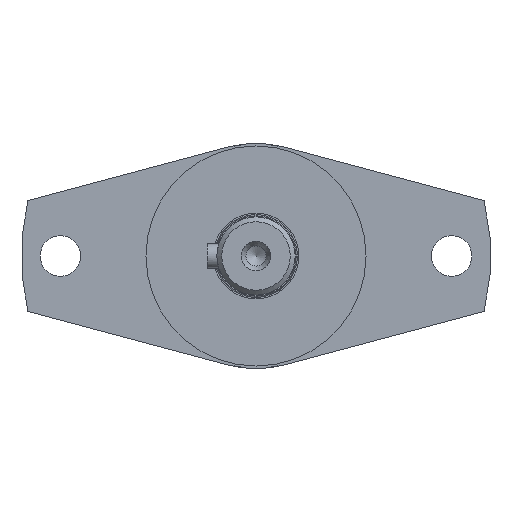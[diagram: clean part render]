
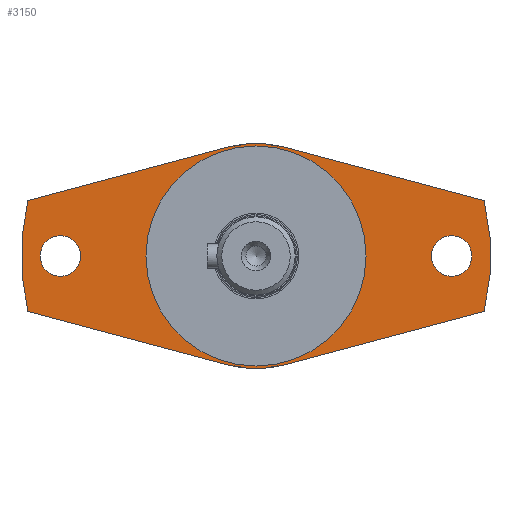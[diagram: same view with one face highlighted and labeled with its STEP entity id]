
A CAD part, left-side view. The second image highlights one B-rep face of the part: STEP entity #3150.
In plain terms, the highlighted planar face has unit normal (-1, 0, 0).
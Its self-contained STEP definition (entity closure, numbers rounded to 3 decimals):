
#250=FACE_BOUND('',#1058,.T.);
#251=FACE_BOUND('',#1059,.T.);
#252=FACE_BOUND('',#1060,.T.);
#303=LINE('',#4695,#578);
#304=LINE('',#4696,#579);
#305=LINE('',#4697,#580);
#306=LINE('',#4698,#581);
#578=VECTOR('',#3831,10.);
#579=VECTOR('',#3832,10.);
#580=VECTOR('',#3833,10.);
#581=VECTOR('',#3834,10.);
#878=FACE_OUTER_BOUND('',#1057,.T.);
#1057=EDGE_LOOP('',(#2249,#2250,#2251,#2252,#2253,#2254,#2255,#2256));
#1058=EDGE_LOOP('',(#2257));
#1059=EDGE_LOOP('',(#2258));
#1060=EDGE_LOOP('',(#2259,#2260));
#1263=CIRCLE('',#3384,23.);
#1265=CIRCLE('',#3386,23.);
#1270=CIRCLE('',#3393,48.);
#1271=CIRCLE('',#3395,22.5);
#1272=CIRCLE('',#3396,22.5);
#1274=CIRCLE('',#3399,48.);
#1277=CIRCLE('',#3404,4.15);
#1278=CIRCLE('',#3405,4.15);
#1405=VERTEX_POINT('',#4641);
#1406=VERTEX_POINT('',#4643);
#1409=VERTEX_POINT('',#4649);
#1410=VERTEX_POINT('',#4651);
#1416=VERTEX_POINT('',#4667);
#1417=VERTEX_POINT('',#4669);
#1418=VERTEX_POINT('',#4673);
#1419=VERTEX_POINT('',#4674);
#1420=VERTEX_POINT('',#4679);
#1423=VERTEX_POINT('',#4684);
#1426=VERTEX_POINT('',#4699);
#1427=VERTEX_POINT('',#4701);
#1724=EDGE_CURVE('',#1406,#1405,#1263,.T.);
#1728=EDGE_CURVE('',#1410,#1409,#1265,.T.);
#1737=EDGE_CURVE('',#1416,#1417,#1270,.T.);
#1739=EDGE_CURVE('',#1418,#1419,#1271,.T.);
#1740=EDGE_CURVE('',#1419,#1418,#1272,.T.);
#1745=EDGE_CURVE('',#1423,#1420,#1274,.T.);
#1750=EDGE_CURVE('',#1416,#1406,#303,.T.);
#1751=EDGE_CURVE('',#1405,#1420,#304,.T.);
#1752=EDGE_CURVE('',#1423,#1410,#305,.T.);
#1753=EDGE_CURVE('',#1409,#1417,#306,.T.);
#1754=EDGE_CURVE('',#1426,#1426,#1277,.T.);
#1755=EDGE_CURVE('',#1427,#1427,#1278,.T.);
#2249=ORIENTED_EDGE('',*,*,#1750,.T.);
#2250=ORIENTED_EDGE('',*,*,#1724,.T.);
#2251=ORIENTED_EDGE('',*,*,#1751,.T.);
#2252=ORIENTED_EDGE('',*,*,#1745,.F.);
#2253=ORIENTED_EDGE('',*,*,#1752,.T.);
#2254=ORIENTED_EDGE('',*,*,#1728,.T.);
#2255=ORIENTED_EDGE('',*,*,#1753,.T.);
#2256=ORIENTED_EDGE('',*,*,#1737,.F.);
#2257=ORIENTED_EDGE('',*,*,#1754,.T.);
#2258=ORIENTED_EDGE('',*,*,#1755,.T.);
#2259=ORIENTED_EDGE('',*,*,#1739,.T.);
#2260=ORIENTED_EDGE('',*,*,#1740,.T.);
#3024=PLANE('',#3403);
#3150=ADVANCED_FACE('',(#878,#250,#251,#252),#3024,.T.);
#3384=AXIS2_PLACEMENT_3D('',#4644,#3779,#3780);
#3386=AXIS2_PLACEMENT_3D('',#4652,#3785,#3786);
#3393=AXIS2_PLACEMENT_3D('',#4670,#3803,#3804);
#3395=AXIS2_PLACEMENT_3D('',#4675,#3808,#3809);
#3396=AXIS2_PLACEMENT_3D('',#4676,#3810,#3811);
#3399=AXIS2_PLACEMENT_3D('',#4686,#3819,#3820);
#3403=AXIS2_PLACEMENT_3D('',#4694,#3829,#3830);
#3404=AXIS2_PLACEMENT_3D('',#4700,#3835,#3836);
#3405=AXIS2_PLACEMENT_3D('',#4702,#3837,#3838);
#3779=DIRECTION('center_axis',(-1.,0.,0.));
#3780=DIRECTION('ref_axis',(0.,0.259,0.966));
#3785=DIRECTION('center_axis',(-1.,0.,0.));
#3786=DIRECTION('ref_axis',(0.,0.259,0.966));
#3803=DIRECTION('center_axis',(1.,0.,0.));
#3804=DIRECTION('ref_axis',(0.,-1.,0.));
#3808=DIRECTION('center_axis',(1.,0.,0.));
#3809=DIRECTION('ref_axis',(0.,-1.,0.));
#3810=DIRECTION('center_axis',(1.,0.,0.));
#3811=DIRECTION('ref_axis',(0.,-1.,0.));
#3819=DIRECTION('center_axis',(1.,0.,0.));
#3820=DIRECTION('ref_axis',(0.,-1.,0.));
#3829=DIRECTION('center_axis',(-1.,0.,0.));
#3830=DIRECTION('ref_axis',(0.,0.,
-1.));
#3831=DIRECTION('',(0.,0.966,0.259));
#3832=DIRECTION('',(0.,0.966,-0.259));
#3833=DIRECTION('',(0.,-0.966,-0.259));
#3834=DIRECTION('',(0.,-0.966,0.259));
#3835=DIRECTION('center_axis',(1.,0.,0.));
#3836=DIRECTION('ref_axis',(0.,0.,1.));
#3837=DIRECTION('center_axis',(1.,0.,0.));
#3838=DIRECTION('ref_axis',(0.,0.,1.));
#4641=CARTESIAN_POINT('',(-132.5,5.953,22.216));
#4643=CARTESIAN_POINT('',(-132.5,-5.953,22.216));
#4644=CARTESIAN_POINT('Origin',(-132.5,0.,0.));
#4649=CARTESIAN_POINT('',(-132.5,-5.953,-22.216));
#4651=CARTESIAN_POINT('',(-132.5,5.953,-22.216));
#4652=CARTESIAN_POINT('Origin',(-132.5,0.,0.));
#4667=CARTESIAN_POINT('',(-132.5,-46.648,11.312));
#4669=CARTESIAN_POINT('',(-132.5,-46.648,-11.312));
#4670=CARTESIAN_POINT('Origin',(-132.5,0.,0.));
#4673=CARTESIAN_POINT('',(-132.5,-22.5,0.));
#4674=CARTESIAN_POINT('',(-132.5,22.5,0.));
#4675=CARTESIAN_POINT('Origin',(-132.5,0.,0.));
#4676=CARTESIAN_POINT('Origin',(-132.5,0.,0.));
#4679=CARTESIAN_POINT('',(-132.5,46.648,11.312));
#4684=CARTESIAN_POINT('',(-132.5,46.648,-11.312));
#4686=CARTESIAN_POINT('Origin',(-132.5,0.,0.));
#4694=CARTESIAN_POINT('Origin',(-132.5,-35.25,0.));
#4695=CARTESIAN_POINT('',(-132.5,-45.921,11.507));
#4696=CARTESIAN_POINT('',(-132.5,-10.492,26.623));
#4697=CARTESIAN_POINT('',(-132.5,13.032,-20.319));
#4698=CARTESIAN_POINT('',(-132.5,-22.397,-17.81));
#4699=CARTESIAN_POINT('',(-132.5,40.,-4.15));
#4700=CARTESIAN_POINT('Origin',(-132.5,40.,0.));
#4701=CARTESIAN_POINT('',(-132.5,-40.,-4.15));
#4702=CARTESIAN_POINT('Origin',(-132.5,-40.,0.));
